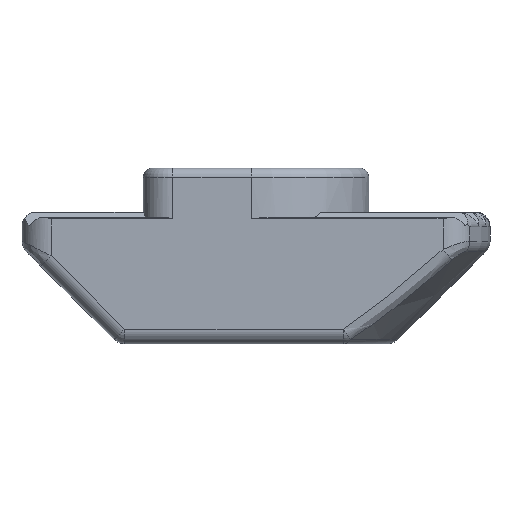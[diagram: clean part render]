
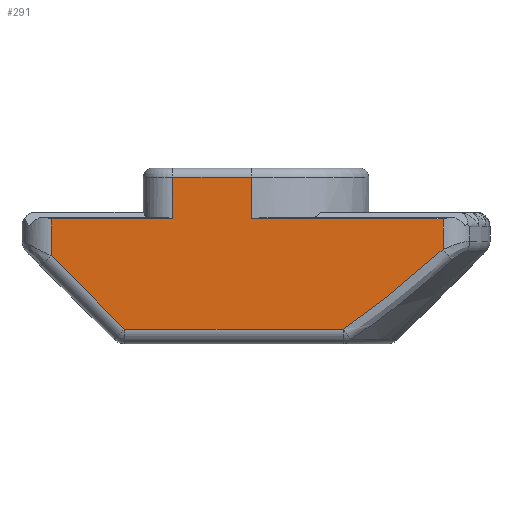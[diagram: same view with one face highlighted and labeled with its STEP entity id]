
A CAD part, front view. The second image highlights one B-rep face of the part: STEP entity #291.
In plain terms, the highlighted planar face has unit normal (0, -1, 0).
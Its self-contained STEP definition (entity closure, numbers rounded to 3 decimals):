
#291=ADVANCED_FACE('NONE',(#631),#632,.F.);
#631=FACE_OUTER_BOUND('',#1019,.T.);
#632=PLANE('',#1020);
#1019=EDGE_LOOP('',(#1921,#1922,#1923,#1924,#1925,#1926,#1927,#1928,#1929,#1930));
#1020=AXIS2_PLACEMENT_3D('',#1931,#1932,#1933);
#1921=ORIENTED_EDGE('',*,*,#2804,.T.);
#1922=ORIENTED_EDGE('',*,*,#2590,.T.);
#1923=ORIENTED_EDGE('',*,*,#2805,.T.);
#1924=ORIENTED_EDGE('',*,*,#2806,.T.);
#1925=ORIENTED_EDGE('',*,*,#2807,.T.);
#1926=ORIENTED_EDGE('',*,*,#2808,.T.);
#1927=ORIENTED_EDGE('',*,*,#2809,.T.);
#1928=ORIENTED_EDGE('',*,*,#2585,.T.);
#1929=ORIENTED_EDGE('',*,*,#2810,.F.);
#1930=ORIENTED_EDGE('',*,*,#2811,.T.);
#1931=CARTESIAN_POINT('',(-8.0,-3.85,4.5));
#1932=DIRECTION('',(0.0,1.0,0.0));
#1933=DIRECTION('',(1.0,0.0,-0.0));
#2585=EDGE_CURVE('NONE',#3108,#3112,#3114,.T.);
#2590=EDGE_CURVE('NONE',#3117,#3121,#3123,.T.);
#2804=EDGE_CURVE('NONE',#3435,#3117,#3436,.T.);
#2805=EDGE_CURVE('NONE',#3121,#3437,#3438,.T.);
#2806=EDGE_CURVE('NONE',#3437,#3439,#3440,.T.);
#2807=EDGE_CURVE('NONE',#3439,#3441,#3442,.T.);
#2808=EDGE_CURVE('NONE',#3441,#3443,#3444,.T.);
#2809=EDGE_CURVE('NONE',#3443,#3108,#3445,.T.);
#2810=EDGE_CURVE('NONE',#3446,#3112,#3447,.T.);
#2811=EDGE_CURVE('NONE',#3446,#3435,#3448,.T.);
#3108=VERTEX_POINT('NONE',#4023);
#3112=VERTEX_POINT('NONE',#4031);
#3114=LINE('',#4036,#4037);
#3117=VERTEX_POINT('NONE',#4040);
#3121=VERTEX_POINT('NONE',#4048);
#3123=LINE('',#4053,#4054);
#3435=VERTEX_POINT('NONE',#5154);
#3436=LINE('',#5155,#5156);
#3437=VERTEX_POINT('NONE',#5157);
#3438=LINE('',#5158,#5159);
#3439=VERTEX_POINT('NONE',#5160);
#3440=LINE('',#5161,#5162);
#3441=VERTEX_POINT('NONE',#5163);
#3442=LINE('',#5164,#5165);
#3443=VERTEX_POINT('NONE',#5166);
#3444=B_SPLINE_CURVE_WITH_KNOTS('',3,(#5167,#5168,#5169,#5170,#5171,#5172),.UNSPECIFIED.,.F.,.F.,(4,2,4),(0.,0.002,0.004),.UNSPECIFIED.);
#3445=LINE('',#5173,#5174);
#3446=VERTEX_POINT('NONE',#5175);
#3447=LINE('',#5176,#5177);
#3448=LINE('',#5178,#5179);
#4023=CARTESIAN_POINT('',(6.394,-3.85,4.271));
#4031=CARTESIAN_POINT('',(-0.15,-3.85,4.271));
#4036=CARTESIAN_POINT('',(-8.0,-3.85,4.271));
#4037=VECTOR('',#5565,1000.0);
#4040=CARTESIAN_POINT('',(-2.85,-3.85,4.271));
#4048=CARTESIAN_POINT('',(-7.0,-3.85,4.271));
#4053=CARTESIAN_POINT('',(-8.0,-3.85,4.271));
#4054=VECTOR('',#5567,1000.0);
#5154=CARTESIAN_POINT('',(-2.85,-3.85,5.7));
#5155=CARTESIAN_POINT('',(-2.85,-3.85,4.5));
#5156=VECTOR('',#5663,1000.0);
#5157=CARTESIAN_POINT('',(-7.0,-3.85,3.007));
#5158=CARTESIAN_POINT('',(-7.0,-3.85,4.5));
#5159=VECTOR('',#5664,1000.0);
#5160=CARTESIAN_POINT('',(-4.493,-3.85,0.5));
#5161=CARTESIAN_POINT('',(-4.346,-3.85,0.354));
#5162=VECTOR('',#5665,1000.0);
#5163=CARTESIAN_POINT('',(2.994,-3.85,0.5));
#5164=CARTESIAN_POINT('',(-8.0,-3.85,0.5));
#5165=VECTOR('',#5666,1000.0);
#5166=CARTESIAN_POINT('',(6.394,-3.85,3.225));
#5167=CARTESIAN_POINT('',(2.994,-3.85,0.5));
#5168=CARTESIAN_POINT('',(3.601,-3.85,0.904));
#5169=CARTESIAN_POINT('',(4.174,-3.85,1.35));
#5170=CARTESIAN_POINT('',(5.299,-3.85,2.268));
#5171=CARTESIAN_POINT('',(5.849,-3.85,2.743));
#5172=CARTESIAN_POINT('',(6.394,-3.85,3.225));
#5173=CARTESIAN_POINT('',(6.394,-3.85,4.5));
#5174=VECTOR('',#5667,1000.0);
#5175=CARTESIAN_POINT('',(-0.15,-3.85,5.7));
#5176=CARTESIAN_POINT('',(-0.15,-3.85,6.0));
#5177=VECTOR('',#5668,1000.0);
#5178=CARTESIAN_POINT('',(-8.0,-3.85,5.7));
#5179=VECTOR('',#5669,1000.0);
#5565=DIRECTION('',(-1.0,0.0,0.0));
#5567=DIRECTION('',(-1.0,0.0,0.0));
#5663=DIRECTION('',(0.0,0.0,-1.0));
#5664=DIRECTION('',(0.0,0.0,-1.0));
#5665=DIRECTION('',(0.707,-0.0,-0.707));
#5666=DIRECTION('',(1.0,0.0,0.0));
#5667=DIRECTION('',(-0.0,-0.0,1.0));
#5668=DIRECTION('',(-0.0,-0.0,-1.0));
#5669=DIRECTION('',(-1.0,-0.0,-0.0));
